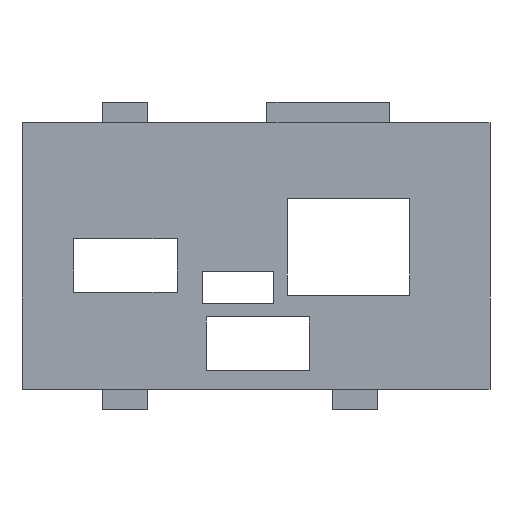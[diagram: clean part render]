
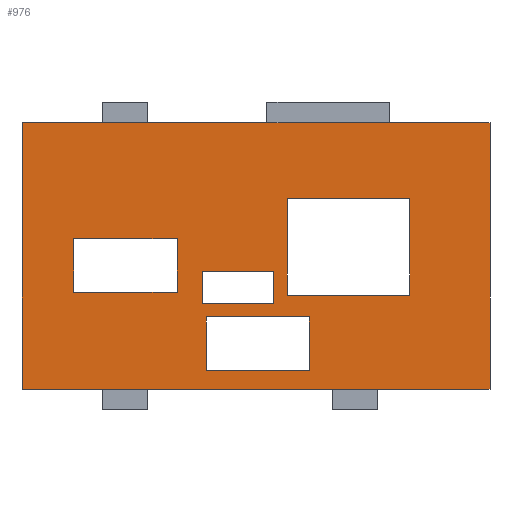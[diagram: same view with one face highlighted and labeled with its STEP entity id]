
A CAD part, left-side view. The second image highlights one B-rep face of the part: STEP entity #976.
In plain terms, the highlighted planar face has unit normal (-1, 0, 0).
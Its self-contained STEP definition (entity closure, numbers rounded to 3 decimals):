
#254 = VERTEX_POINT('',#255);
#255 = CARTESIAN_POINT('',(0.,72.5,44.456));
#261 = EDGE_CURVE('',#262,#254,#264,.T.);
#262 = VERTEX_POINT('',#263);
#263 = CARTESIAN_POINT('',(0.,0.,44.456));
#264 = LINE('',#265,#266);
#265 = CARTESIAN_POINT('',(0.,0.,44.456));
#266 = VECTOR('',#267,1.);
#267 = DIRECTION('',(0.,1.,0.));
#876 = VERTEX_POINT('',#877);
#877 = CARTESIAN_POINT('',(0.,72.5,3.156));
#883 = EDGE_CURVE('',#876,#254,#884,.T.);
#884 = LINE('',#885,#886);
#885 = CARTESIAN_POINT('',(0.,72.5,3.156));
#886 = VECTOR('',#887,1.);
#887 = DIRECTION('',(0.,0.,1.));
#928 = VERTEX_POINT('',#929);
#929 = CARTESIAN_POINT('',(0.,0.,3.156));
#935 = EDGE_CURVE('',#928,#876,#936,.T.);
#936 = LINE('',#937,#938);
#937 = CARTESIAN_POINT('',(0.,0.,3.156));
#938 = VECTOR('',#939,1.);
#939 = DIRECTION('',(0.,1.,0.));
#976 = ADVANCED_FACE('',(#977,#988,#1022,#1056,#1090),#1124,.T.);
#977 = FACE_BOUND('',#978,.T.);
#978 = EDGE_LOOP('',(#979,#980,#981,#987));
#979 = ORIENTED_EDGE('',*,*,#883,.F.);
#980 = ORIENTED_EDGE('',*,*,#935,.F.);
#981 = ORIENTED_EDGE('',*,*,#982,.F.);
#982 = EDGE_CURVE('',#262,#928,#983,.T.);
#983 = LINE('',#984,#985);
#984 = CARTESIAN_POINT('',(0.,0.,44.456));
#985 = VECTOR('',#986,1.);
#986 = DIRECTION('',(0.,0.,-1.));
#987 = ORIENTED_EDGE('',*,*,#261,.T.);
#988 = FACE_BOUND('',#989,.T.);
#989 = EDGE_LOOP('',(#990,#1000,#1008,#1016));
#990 = ORIENTED_EDGE('',*,*,#991,.F.);
#991 = EDGE_CURVE('',#992,#994,#996,.T.);
#992 = VERTEX_POINT('',#993);
#993 = CARTESIAN_POINT('',(0.,31.414,32.722));
#994 = VERTEX_POINT('',#995);
#995 = CARTESIAN_POINT('',(0.,31.414,17.722));
#996 = LINE('',#997,#998);
#997 = CARTESIAN_POINT('',(0.,31.414,32.722));
#998 = VECTOR('',#999,1.);
#999 = DIRECTION('',(0.,0.,-1.));
#1000 = ORIENTED_EDGE('',*,*,#1001,.T.);
#1001 = EDGE_CURVE('',#992,#1002,#1004,.T.);
#1002 = VERTEX_POINT('',#1003);
#1003 = CARTESIAN_POINT('',(0.,12.414,32.722));
#1004 = LINE('',#1005,#1006);
#1005 = CARTESIAN_POINT('',(0.,31.414,32.722));
#1006 = VECTOR('',#1007,1.);
#1007 = DIRECTION('',(0.,-1.,0.));
#1008 = ORIENTED_EDGE('',*,*,#1009,.F.);
#1009 = EDGE_CURVE('',#1010,#1002,#1012,.T.);
#1010 = VERTEX_POINT('',#1011);
#1011 = CARTESIAN_POINT('',(0.,12.414,17.722));
#1012 = LINE('',#1013,#1014);
#1013 = CARTESIAN_POINT('',(0.,12.414,17.722));
#1014 = VECTOR('',#1015,1.);
#1015 = DIRECTION('',(0.,0.,1.));
#1016 = ORIENTED_EDGE('',*,*,#1017,.F.);
#1017 = EDGE_CURVE('',#994,#1010,#1018,.T.);
#1018 = LINE('',#1019,#1020);
#1019 = CARTESIAN_POINT('',(0.,31.414,17.722));
#1020 = VECTOR('',#1021,1.);
#1021 = DIRECTION('',(0.,-1.,0.));
#1022 = FACE_BOUND('',#1023,.T.);
#1023 = EDGE_LOOP('',(#1024,#1034,#1042,#1050));
#1024 = ORIENTED_EDGE('',*,*,#1025,.T.);
#1025 = EDGE_CURVE('',#1026,#1028,#1030,.T.);
#1026 = VERTEX_POINT('',#1027);
#1027 = CARTESIAN_POINT('',(0.,64.478,18.179));
#1028 = VERTEX_POINT('',#1029);
#1029 = CARTESIAN_POINT('',(0.,64.478,26.479));
#1030 = LINE('',#1031,#1032);
#1031 = CARTESIAN_POINT('',(0.,64.478,18.179));
#1032 = VECTOR('',#1033,1.);
#1033 = DIRECTION('',(0.,0.,1.));
#1034 = ORIENTED_EDGE('',*,*,#1035,.T.);
#1035 = EDGE_CURVE('',#1028,#1036,#1038,.T.);
#1036 = VERTEX_POINT('',#1037);
#1037 = CARTESIAN_POINT('',(0.,48.478,26.479));
#1038 = LINE('',#1039,#1040);
#1039 = CARTESIAN_POINT('',(0.,64.478,26.479));
#1040 = VECTOR('',#1041,1.);
#1041 = DIRECTION('',(0.,-1.,0.));
#1042 = ORIENTED_EDGE('',*,*,#1043,.T.);
#1043 = EDGE_CURVE('',#1036,#1044,#1046,.T.);
#1044 = VERTEX_POINT('',#1045);
#1045 = CARTESIAN_POINT('',(0.,48.478,18.179));
#1046 = LINE('',#1047,#1048);
#1047 = CARTESIAN_POINT('',(0.,48.478,26.479));
#1048 = VECTOR('',#1049,1.);
#1049 = DIRECTION('',(0.,0.,-1.));
#1050 = ORIENTED_EDGE('',*,*,#1051,.T.);
#1051 = EDGE_CURVE('',#1044,#1026,#1052,.T.);
#1052 = LINE('',#1053,#1054);
#1053 = CARTESIAN_POINT('',(0.,48.478,18.179));
#1054 = VECTOR('',#1055,1.);
#1055 = DIRECTION('',(0.,1.,0.));
#1056 = FACE_BOUND('',#1057,.T.);
#1057 = EDGE_LOOP('',(#1058,#1068,#1076,#1084));
#1058 = ORIENTED_EDGE('',*,*,#1059,.F.);
#1059 = EDGE_CURVE('',#1060,#1062,#1064,.T.);
#1060 = VERTEX_POINT('',#1061);
#1061 = CARTESIAN_POINT('',(0.,27.967,14.35));
#1062 = VERTEX_POINT('',#1063);
#1063 = CARTESIAN_POINT('',(0.,43.967,14.35));
#1064 = LINE('',#1065,#1066);
#1065 = CARTESIAN_POINT('',(0.,27.967,14.35));
#1066 = VECTOR('',#1067,1.);
#1067 = DIRECTION('',(0.,1.,0.));
#1068 = ORIENTED_EDGE('',*,*,#1069,.T.);
#1069 = EDGE_CURVE('',#1060,#1070,#1072,.T.);
#1070 = VERTEX_POINT('',#1071);
#1071 = CARTESIAN_POINT('',(0.,27.967,6.05));
#1072 = LINE('',#1073,#1074);
#1073 = CARTESIAN_POINT('',(0.,27.967,14.35));
#1074 = VECTOR('',#1075,1.);
#1075 = DIRECTION('',(0.,0.,-1.));
#1076 = ORIENTED_EDGE('',*,*,#1077,.F.);
#1077 = EDGE_CURVE('',#1078,#1070,#1080,.T.);
#1078 = VERTEX_POINT('',#1079);
#1079 = CARTESIAN_POINT('',(0.,43.967,6.05));
#1080 = LINE('',#1081,#1082);
#1081 = CARTESIAN_POINT('',(0.,43.967,6.05));
#1082 = VECTOR('',#1083,1.);
#1083 = DIRECTION('',(0.,-1.,0.));
#1084 = ORIENTED_EDGE('',*,*,#1085,.F.);
#1085 = EDGE_CURVE('',#1062,#1078,#1086,.T.);
#1086 = LINE('',#1087,#1088);
#1087 = CARTESIAN_POINT('',(0.,43.967,14.35));
#1088 = VECTOR('',#1089,1.);
#1089 = DIRECTION('',(0.,0.,-1.));
#1090 = FACE_BOUND('',#1091,.T.);
#1091 = EDGE_LOOP('',(#1092,#1102,#1110,#1118));
#1092 = ORIENTED_EDGE('',*,*,#1093,.T.);
#1093 = EDGE_CURVE('',#1094,#1096,#1098,.T.);
#1094 = VERTEX_POINT('',#1095);
#1095 = CARTESIAN_POINT('',(0.,33.567,21.387));
#1096 = VERTEX_POINT('',#1097);
#1097 = CARTESIAN_POINT('',(0.,33.567,16.387));
#1098 = LINE('',#1099,#1100);
#1099 = CARTESIAN_POINT('',(0.,33.567,21.387));
#1100 = VECTOR('',#1101,1.);
#1101 = DIRECTION('',(0.,0.,-1.));
#1102 = ORIENTED_EDGE('',*,*,#1103,.F.);
#1103 = EDGE_CURVE('',#1104,#1096,#1106,.T.);
#1104 = VERTEX_POINT('',#1105);
#1105 = CARTESIAN_POINT('',(0.,44.567,16.387));
#1106 = LINE('',#1107,#1108);
#1107 = CARTESIAN_POINT('',(0.,44.567,16.387));
#1108 = VECTOR('',#1109,1.);
#1109 = DIRECTION('',(0.,-1.,0.));
#1110 = ORIENTED_EDGE('',*,*,#1111,.F.);
#1111 = EDGE_CURVE('',#1112,#1104,#1114,.T.);
#1112 = VERTEX_POINT('',#1113);
#1113 = CARTESIAN_POINT('',(0.,44.567,21.387));
#1114 = LINE('',#1115,#1116);
#1115 = CARTESIAN_POINT('',(0.,44.567,20.269));
#1116 = VECTOR('',#1117,1.);
#1117 = DIRECTION('',(0.,0.,-1.));
#1118 = ORIENTED_EDGE('',*,*,#1119,.T.);
#1119 = EDGE_CURVE('',#1112,#1094,#1120,.T.);
#1120 = LINE('',#1121,#1122);
#1121 = CARTESIAN_POINT('',(0.,44.567,21.387));
#1122 = VECTOR('',#1123,1.);
#1123 = DIRECTION('',(0.,-1.,0.));
#1124 = PLANE('',#1125);
#1125 = AXIS2_PLACEMENT_3D('',#1126,#1127,#1128);
#1126 = CARTESIAN_POINT('',(0.,36.25,23.806));
#1127 = DIRECTION('',(-1.,-0.,-0.));
#1128 = DIRECTION('',(0.,0.,-1.));
